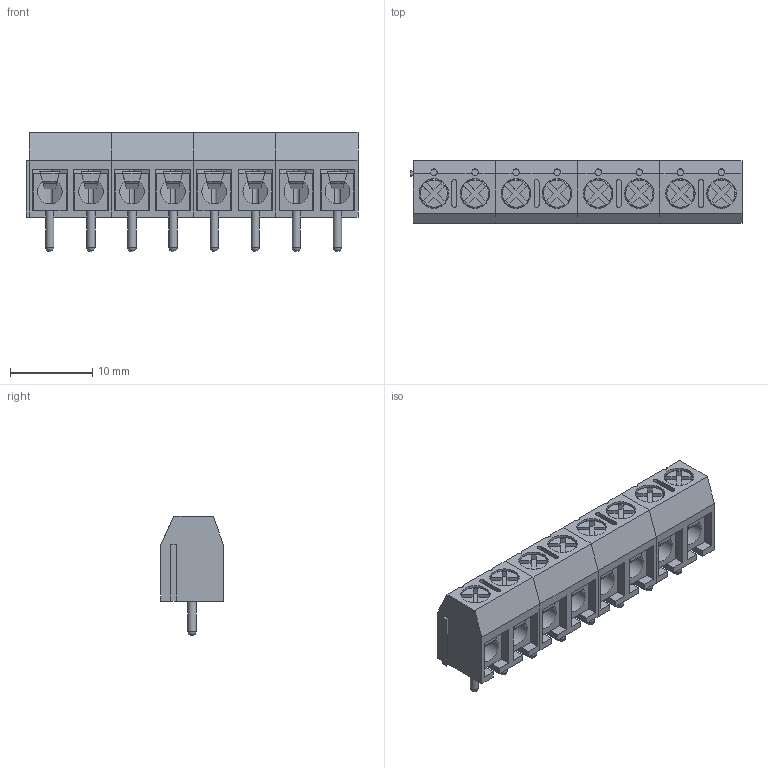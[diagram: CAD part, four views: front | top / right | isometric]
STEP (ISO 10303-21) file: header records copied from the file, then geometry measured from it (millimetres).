
FILE_DESCRIPTION(/* description */ (''),/* implementation_level */ '2;1');
FILE_NAME(/* name */ 'XINYA_XY301-1x8-P5.00 v9.step',/* time_stamp */ '2023-07-31T22:51:58+02:00',/* author */ (''),/* organization */ (''),/* preprocessor_version */ 'ST-DEVELOPER v19.2',/* originating_system */ 'Autodesk Translation Framework v12.6.0.85',/* authorisation */ '');
FILE_SCHEMA (('AUTOMOTIVE_DESIGN { 1 0 10303 214 3 1 1 }'));
Length unit declared in the file: millimetre
Products named in the file (1): XINYA_XY301-1x2-P5.00
Bounding box: 40.4 x 7.6 x 14.5 mm (x, y, z)
Volume: 2279.4 mm3; surface area: 4740.2 mm2
Topology: 28 solids, 28 shells, 484 faces, 1288 edges, 856 vertices
Faces by surface type: plane 388, cylinder 72, torus 16, sphere 8
Full cylindrical faces by diameter (mm): 0.8 x8, 1 x8, 3 x8, 3.5 x8, 3.6 x8
Entity records: 15208 total; most frequent: CARTESIAN_POINT 2909, ORIENTED_EDGE 2560, DIRECTION 2450, EDGE_CURVE 1280, LINE 1016, VECTOR 1016, VERTEX_POINT 856, AXIS2_PLACEMENT_3D 717
